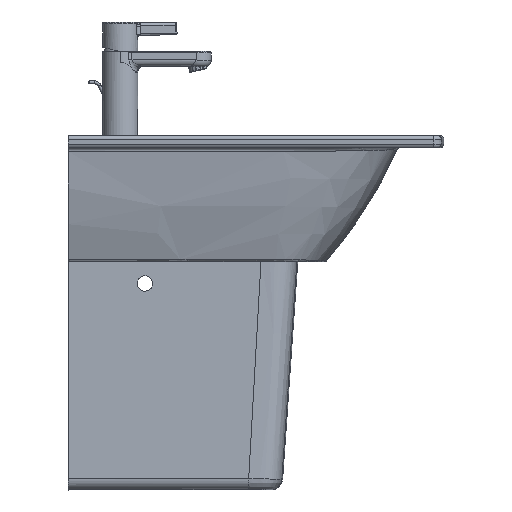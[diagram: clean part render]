
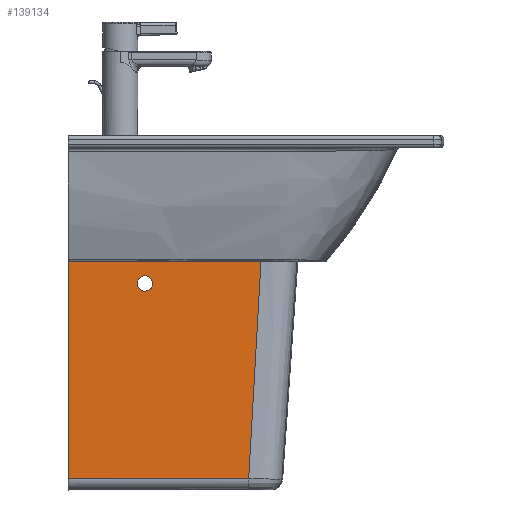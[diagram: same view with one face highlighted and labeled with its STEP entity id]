
A CAD part, front view. The second image highlights one B-rep face of the part: STEP entity #139134.
In plain terms, the highlighted planar face has unit normal (0.037, -0.999, -0.013).
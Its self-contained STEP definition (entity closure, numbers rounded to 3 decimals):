
#133701=CARTESIAN_POINT('',(235.68,-72.625,-285.196));
#133702=VERTEX_POINT('',#133701);
#133769=CARTESIAN_POINT('',(0.,-81.267,-285.196));
#133770=VERTEX_POINT('',#133769);
#133771=CARTESIAN_POINT('',(0.,-81.267,-285.196));
#133772=DIRECTION('',(0.999,0.037,0.));
#133773=VECTOR('',#133772,235.839);
#133774=LINE('',#133771,#133773);
#133775=EDGE_CURVE('',#133770,#133702,#133774,.T.);
#133869=CARTESIAN_POINT('',(251.831,-75.766,0.));
#133870=VERTEX_POINT('',#133869);
#133871=CARTESIAN_POINT('',(251.831,-75.766,0.));
#133872=DIRECTION('',(-0.057,0.011,-0.998));
#133873=VECTOR('',#133872,285.67);
#133874=LINE('',#133871,#133873);
#133875=EDGE_CURVE('',#133870,#133702,#133874,.T.);
#137666=CARTESIAN_POINT('',(0.,-85.,0.));
#137667=VERTEX_POINT('',#137666);
#137668=CARTESIAN_POINT('',(0.0,-81.267,-285.196));
#137669=DIRECTION('',(0.0,-0.013,1.));
#137670=VECTOR('',#137669,285.221);
#137671=LINE('',#137668,#137670);
#137672=EDGE_CURVE('',#133770,#137667,#137671,.T.);
#137698=CARTESIAN_POINT('',(251.831,-75.766,0.0));
#137699=DIRECTION('',(-0.999,-0.037,0.0));
#137700=VECTOR('',#137699,252.);
#137701=LINE('',#137698,#137700);
#137702=EDGE_CURVE('',#133870,#137667,#137701,.T.);
#139112=CARTESIAN_POINT('',(117.142,-78.741,-150.));
#139113=DIRECTION('',(0.037,-0.999,-0.013));
#139114=DIRECTION('',(0.0,0.013,-1.));
#139115=AXIS2_PLACEMENT_3D('',#139112,#139113,#139114);
#139116=PLANE('',#139115);
#139117=ORIENTED_EDGE('',*,*,#137672,.F.);
#139118=ORIENTED_EDGE('',*,*,#133775,.T.);
#139119=ORIENTED_EDGE('',*,*,#133875,.F.);
#139120=ORIENTED_EDGE('',*,*,#137702,.T.);
#139121=EDGE_LOOP('',(#139117,#139118,#139119,#139120));
#139122=FACE_OUTER_BOUND('',#139121,.T.);
#139123=CARTESIAN_POINT('',(90.0,-81.307,-30.0));
#139124=VERTEX_POINT('',#139123);
#139125=CARTESIAN_POINT('',(100.0,-80.94,-30.0));
#139126=DIRECTION('',(-0.037,0.999,0.013));
#139127=DIRECTION('',(-0.941,-0.039,0.336));
#139128=AXIS2_PLACEMENT_3D('',#139125,#139126,#139127);
#139129=ELLIPSE('',#139128,10.008,10.0);
#139130=EDGE_CURVE('',#139124,#139124,#139129,.T.);
#139131=ORIENTED_EDGE('',*,*,#139130,.T.);
#139132=EDGE_LOOP('',(#139131));
#139133=FACE_BOUND('',#139132,.T.);
#139134=ADVANCED_FACE('',(#139122,#139133),#139116,.T.);
